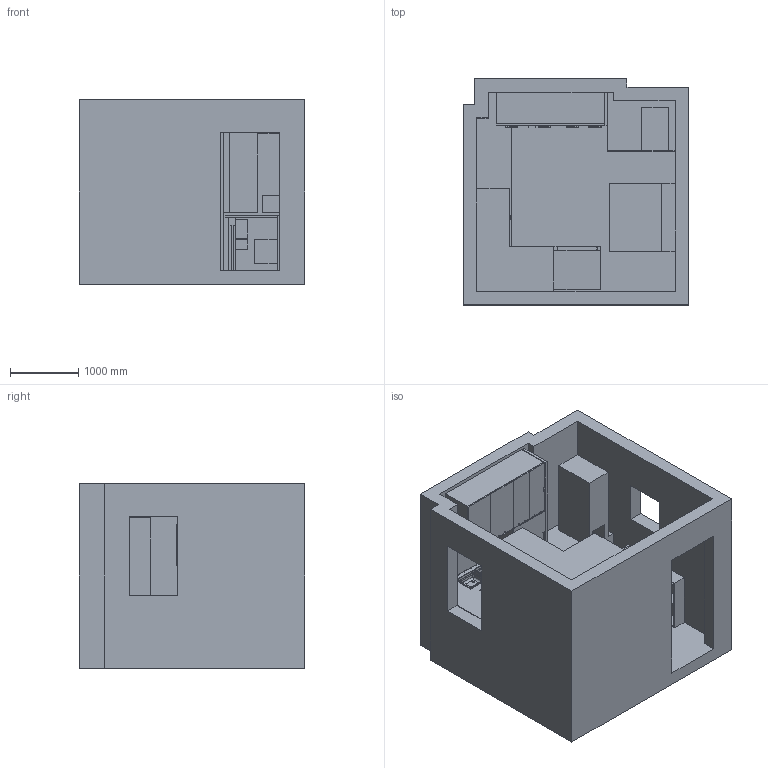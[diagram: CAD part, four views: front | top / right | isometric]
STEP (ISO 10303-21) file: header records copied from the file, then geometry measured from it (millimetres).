
FILE_DESCRIPTION(('FreeCAD Model'),'2;1');
FILE_NAME('Open CASCADE Shape Model','2025-05-01T18:23:04',('FreeCAD'),( 'FreeCAD'),'Open CASCADE STEP processor 7.6','FreeCAD','Unknown');
FILE_SCHEMA(('AUTOMOTIVE_DESIGN { 1 0 10303 214 1 1 1 1 }'));
Products named in the file (1): Open CASCADE STEP translator 7.6 1
Bounding box: 3300 x 3300 x 2700 mm (x, y, z)
Volume: 10466059680.3 mm3; surface area: 175272580.9 mm2
Topology: 143 solids, 143 shells, 2418 faces, 6193 edges, 4070 vertices
Faces by surface type: plane 1347, cylinder 665, torus 258, bspline 124, sphere 12, cone 12
Full cylindrical faces by diameter (mm): 2.2 x280, 2.8 x7, 3.6 x2, 3.8 x2, 3.988 x6, 5.6 x4, 6 x2, 10 x37, 15 x3, 16 x4, 20 x2, 20.566 x1, 21 x4, 25.4 x1, 27 x4, 30 x4, 42 x1, 43 x1, 44.1 x2, 55 x2, 56 x2, 70.5 x1, 83 x2, 87 x1, 88 x1, 115 x1
Entity records: 84044 total; most frequent: CARTESIAN_POINT 23805, DIRECTION 12783, ORIENTED_EDGE 12370, EDGE_CURVE 6185, AXIS2_PLACEMENT_3D 4553, VERTEX_POINT 4068, LINE 3677, VECTOR 3677
